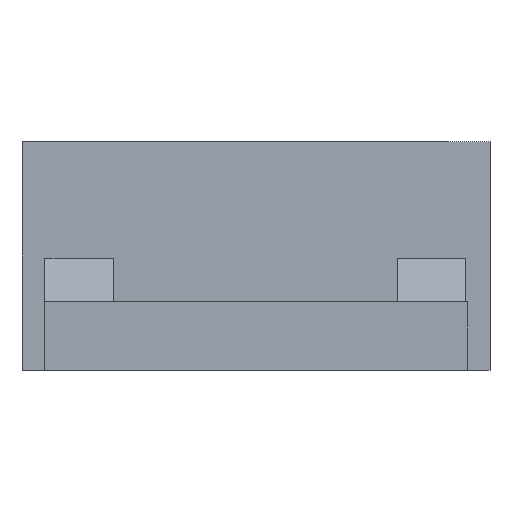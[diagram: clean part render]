
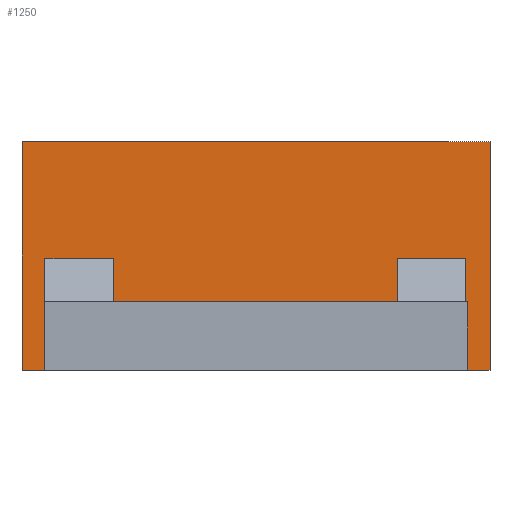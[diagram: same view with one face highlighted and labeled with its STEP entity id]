
A CAD part, left-side view. The second image highlights one B-rep face of the part: STEP entity #1250.
In plain terms, the highlighted planar face has unit normal (-1, 0, 0).
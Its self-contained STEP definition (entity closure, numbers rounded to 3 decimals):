
#73=PLANE('',#1337);
#140=FACE_OUTER_BOUND('',#206,.T.);
#206=EDGE_LOOP('',(#1159,#1160,#1161,#1162,#1163,#1164,#1165,#1166,#1167,
#1168,#1169,#1170,#1171,#1172));
#215=LINE('',#1671,#379);
#244=LINE('',#1740,#408);
#295=LINE('',#1847,#459);
#298=LINE('',#1853,#462);
#301=LINE('',#1859,#465);
#303=LINE('',#1864,#467);
#310=LINE('',#1879,#474);
#313=LINE('',#1883,#477);
#324=LINE('',#1905,#488);
#362=LINE('',#1985,#526);
#366=LINE('',#1992,#530);
#370=LINE('',#1999,#534);
#371=LINE('',#2000,#535);
#372=LINE('',#2002,#536);
#379=VECTOR('',#1359,10.);
#408=VECTOR('',#1414,10.);
#459=VECTOR('',#1505,10.);
#462=VECTOR('',#1510,10.);
#465=VECTOR('',#1515,10.);
#467=VECTOR('',#1519,10.);
#474=VECTOR('',#1530,10.);
#477=VECTOR('',#1533,10.);
#488=VECTOR('',#1556,10.);
#526=VECTOR('',#1628,10.);
#530=VECTOR('',#1634,10.);
#534=VECTOR('',#1642,10.);
#535=VECTOR('',#1643,10.);
#536=VECTOR('',#1646,10.);
#553=VERTEX_POINT('',#1665);
#555=VERTEX_POINT('',#1669);
#582=VERTEX_POINT('',#1738);
#617=VERTEX_POINT('',#1845);
#618=VERTEX_POINT('',#1846);
#620=VERTEX_POINT('',#1852);
#622=VERTEX_POINT('',#1858);
#623=VERTEX_POINT('',#1862);
#624=VERTEX_POINT('',#1863);
#626=VERTEX_POINT('',#1871);
#629=VERTEX_POINT('',#1876);
#630=VERTEX_POINT('',#1878);
#636=VERTEX_POINT('',#1904);
#663=VERTEX_POINT('',#1991);
#673=EDGE_CURVE('',#553,#555,#215,.T.);
#706=EDGE_CURVE('',#582,#555,#244,.T.);
#761=EDGE_CURVE('',#617,#618,#295,.T.);
#764=EDGE_CURVE('',#618,#620,#298,.T.);
#767=EDGE_CURVE('',#620,#622,#301,.T.);
#769=EDGE_CURVE('',#623,#624,#303,.T.);
#776=EDGE_CURVE('',#629,#630,#310,.T.);
#779=EDGE_CURVE('',#553,#626,#313,.T.);
#790=EDGE_CURVE('',#624,#636,#324,.T.);
#828=EDGE_CURVE('',#636,#629,#362,.T.);
#832=EDGE_CURVE('',#663,#626,#366,.T.);
#836=EDGE_CURVE('',#622,#623,#370,.T.);
#837=EDGE_CURVE('',#663,#617,#371,.T.);
#838=EDGE_CURVE('',#630,#582,#372,.T.);
#1159=ORIENTED_EDGE('',*,*,#832,.T.);
#1160=ORIENTED_EDGE('',*,*,#779,.F.);
#1161=ORIENTED_EDGE('',*,*,#673,.T.);
#1162=ORIENTED_EDGE('',*,*,#706,.F.);
#1163=ORIENTED_EDGE('',*,*,#838,.F.);
#1164=ORIENTED_EDGE('',*,*,#776,.F.);
#1165=ORIENTED_EDGE('',*,*,#828,.F.);
#1166=ORIENTED_EDGE('',*,*,#790,.F.);
#1167=ORIENTED_EDGE('',*,*,#769,.F.);
#1168=ORIENTED_EDGE('',*,*,#836,.F.);
#1169=ORIENTED_EDGE('',*,*,#767,.F.);
#1170=ORIENTED_EDGE('',*,*,#764,.F.);
#1171=ORIENTED_EDGE('',*,*,#761,.F.);
#1172=ORIENTED_EDGE('',*,*,#837,.F.);
#1250=ADVANCED_FACE('',(#140),#73,.T.);
#1337=AXIS2_PLACEMENT_3D('',#2001,#1644,#1645);
#1359=DIRECTION('',(0.,0.,1.));
#1414=DIRECTION('',(0.,-1.,0.));
#1505=DIRECTION('',(0.,0.,1.));
#1510=DIRECTION('',(0.,1.,0.));
#1515=DIRECTION('',(0.,0.,-1.));
#1519=DIRECTION('',(0.,0.,1.));
#1530=DIRECTION('',(0.,1.,0.));
#1533=DIRECTION('',(0.,1.,0.));
#1556=DIRECTION('',(0.,1.,0.));
#1628=DIRECTION('',(0.,0.,-1.));
#1634=DIRECTION('',(0.,0.,-1.));
#1642=DIRECTION('',(0.,1.,0.));
#1643=DIRECTION('',(0.,1.,0.));
#1644=DIRECTION('center_axis',(-1.,0.,0.));
#1645=DIRECTION('ref_axis',(0.,-1.,0.));
#1646=DIRECTION('',(0.,0.,1.));
#1665=CARTESIAN_POINT('',(-8.,-10.455,-41.));
#1669=CARTESIAN_POINT('',(-8.,-10.455,-31.));
#1671=CARTESIAN_POINT('',(-8.,-10.455,-41.));
#1738=CARTESIAN_POINT('',(-8.,10.,-31.));
#1740=CARTESIAN_POINT('',(-8.,-10.455,-31.));
#1845=CARTESIAN_POINT('',(-8.,-9.402,-38.));
#1846=CARTESIAN_POINT('',(-8.,-9.402,-36.118));
#1847=CARTESIAN_POINT('',(-8.,-9.402,-39.5));
#1852=CARTESIAN_POINT('',(-8.,-6.402,-36.118));
#1853=CARTESIAN_POINT('',(-8.,0.299,-36.118));
#1858=CARTESIAN_POINT('',(-8.,-6.402,-38.));
#1859=CARTESIAN_POINT('',(-8.,-6.402,-39.5));
#1862=CARTESIAN_POINT('',(-8.,5.998,-38.));
#1863=CARTESIAN_POINT('',(-8.,5.998,-36.118));
#1864=CARTESIAN_POINT('',(-8.,5.998,-39.5));
#1871=CARTESIAN_POINT('',(-8.,-9.45,-41.));
#1876=CARTESIAN_POINT('',(-8.,8.998,-41.));
#1878=CARTESIAN_POINT('',(-8.,10.,-41.));
#1879=CARTESIAN_POINT('',(-8.,-10.455,-41.));
#1883=CARTESIAN_POINT('',(-8.,-10.455,-41.));
#1904=CARTESIAN_POINT('',(-8.,8.998,-36.118));
#1905=CARTESIAN_POINT('',(-8.,9.499,-36.118));
#1985=CARTESIAN_POINT('',(-8.,8.998,-41.));
#1991=CARTESIAN_POINT('',(-8.,-9.45,-38.));
#1992=CARTESIAN_POINT('',(-8.,-9.45,-41.));
#1999=CARTESIAN_POINT('',(-8.,8.998,-38.));
#2000=CARTESIAN_POINT('',(-8.,8.998,-38.));
#2001=CARTESIAN_POINT('Origin',(-8.,10.,-41.));
#2002=CARTESIAN_POINT('',(-8.,10.,-41.));
